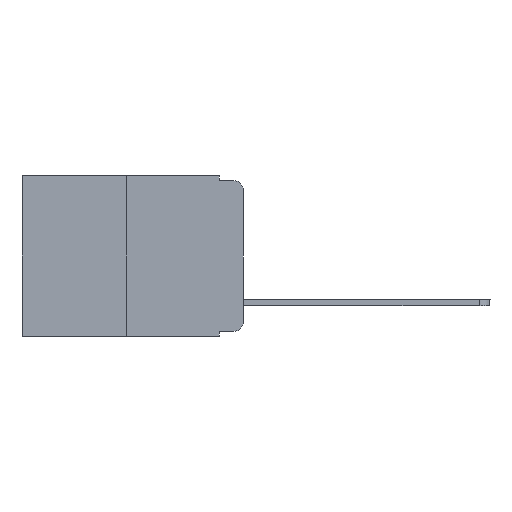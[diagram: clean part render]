
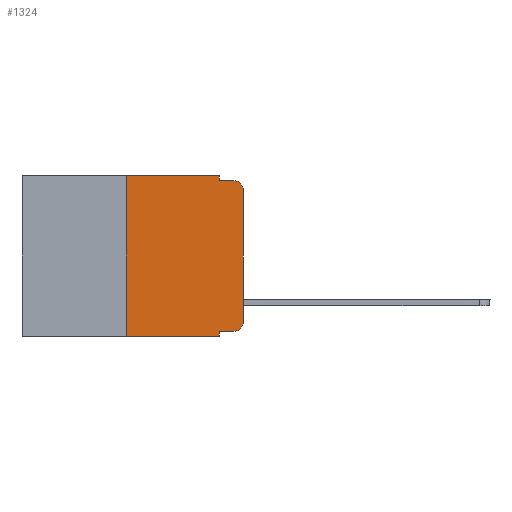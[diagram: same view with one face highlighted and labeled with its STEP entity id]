
A CAD part, left-side view. The second image highlights one B-rep face of the part: STEP entity #1324.
In plain terms, the highlighted planar face has unit normal (-1, 0, 0).
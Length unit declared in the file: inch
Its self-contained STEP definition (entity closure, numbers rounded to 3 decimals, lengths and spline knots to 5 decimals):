
#17 = LINE ( 'NONE', #4016, #6840 ) ;
#170 = CIRCLE ( 'NONE', #2622, 0.02 ) ;
#253 = DIRECTION ( 'NONE',  ( 0., 0., 1. ) ) ;
#347 = ORIENTED_EDGE ( 'NONE', *, *, #3580, .T. ) ;
#501 = ORIENTED_EDGE ( 'NONE', *, *, #8569, .F. ) ;
#527 = CARTESIAN_POINT ( 'NONE',  ( 0., 0.473, 0. ) ) ;
#593 = VECTOR ( 'NONE', #7585, 39.37008 ) ;
#704 = LINE ( 'NONE', #4298, #7771 ) ;
#747 = VECTOR ( 'NONE', #10090, 39.37008 ) ;
#800 = VERTEX_POINT ( 'NONE', #8320 ) ;
#807 = DIRECTION ( 'NONE',  ( 0., 0., -1. ) ) ;
#899 = ORIENTED_EDGE ( 'NONE', *, *, #4596, .T. ) ;
#934 = DIRECTION ( 'NONE',  ( 0., 0., -1. ) ) ;
#1071 = CARTESIAN_POINT ( 'NONE',  ( 0., 0.051, -0.01 ) ) ;
#1082 = ORIENTED_EDGE ( 'NONE', *, *, #7379, .F. ) ;
#1116 = LINE ( 'NONE', #7230, #8055 ) ;
#1306 = ORIENTED_EDGE ( 'NONE', *, *, #1821, .F. ) ;
#1324 = ADVANCED_FACE ( 'NONE', ( #9975 ), #7253, .F. ) ;
#1431 = CARTESIAN_POINT ( 'NONE',  ( 0., 0.051, -0.343 ) ) ;
#1495 = EDGE_CURVE ( 'NONE', #1675, #3285, #1116, .T. ) ;
#1600 = DIRECTION ( 'NONE',  ( -1., 0., 0. ) ) ;
#1618 = EDGE_CURVE ( 'NONE', #3344, #2781, #4682, .T. ) ;
#1675 = VERTEX_POINT ( 'NONE', #5195 ) ;
#1821 = EDGE_CURVE ( 'NONE', #8361, #800, #17, .T. ) ;
#1964 = VERTEX_POINT ( 'NONE', #7294 ) ;
#2324 = CARTESIAN_POINT ( 'NONE',  ( 0., 0.02, -0.313 ) ) ;
#2449 = DIRECTION ( 'NONE',  ( 0., -1., 0. ) ) ;
#2622 = AXIS2_PLACEMENT_3D ( 'NONE', #4725, #6336, #807 ) ;
#2649 = LINE ( 'NONE', #7627, #593 ) ;
#2737 = ORIENTED_EDGE ( 'NONE', *, *, #7267, .T. ) ;
#2781 = VERTEX_POINT ( 'NONE', #9381 ) ;
#3285 = VERTEX_POINT ( 'NONE', #7453 ) ;
#3344 = VERTEX_POINT ( 'NONE', #6680 ) ;
#3478 = AXIS2_PLACEMENT_3D ( 'NONE', #4660, #8051, #4070 ) ;
#3545 = ORIENTED_EDGE ( 'NONE', *, *, #1618, .T. ) ;
#3580 = EDGE_CURVE ( 'NONE', #5088, #3344, #4655, .T. ) ;
#3932 = DIRECTION ( 'NONE',  ( 0., 0., -1. ) ) ;
#4016 = CARTESIAN_POINT ( 'NONE',  ( 0., 0.051, -0.01 ) ) ;
#4060 = CARTESIAN_POINT ( 'NONE',  ( 0., 0.473, -0.343 ) ) ;
#4070 = DIRECTION ( 'NONE',  ( 0., 0., -1. ) ) ;
#4216 = LINE ( 'NONE', #527, #9726 ) ;
#4298 = CARTESIAN_POINT ( 'NONE',  ( 0., 0.051, -0.333 ) ) ;
#4596 = EDGE_CURVE ( 'NONE', #9120, #5088, #704, .T. ) ;
#4629 = LINE ( 'NONE', #4060, #8638 ) ;
#4655 = CIRCLE ( 'NONE', #4675, 0.02 ) ;
#4660 = CARTESIAN_POINT ( 'NONE',  ( 0., 0.473, 0. ) ) ;
#4675 = AXIS2_PLACEMENT_3D ( 'NONE', #2324, #1600, #3932 ) ;
#4682 = LINE ( 'NONE', #8428, #747 ) ;
#4725 = CARTESIAN_POINT ( 'NONE',  ( 0., 0.02, -0.03 ) ) ;
#4816 = DIRECTION ( 'NONE',  ( 0., -1., 0. ) ) ;
#5088 = VERTEX_POINT ( 'NONE', #9885 ) ;
#5122 = DIRECTION ( 'NONE',  ( 0., -1., 0. ) ) ;
#5195 = CARTESIAN_POINT ( 'NONE',  ( 0., 0.25, -0.343 ) ) ;
#5758 = ORIENTED_EDGE ( 'NONE', *, *, #10245, .T. ) ;
#5894 = ORIENTED_EDGE ( 'NONE', *, *, #7897, .F. ) ;
#6336 = DIRECTION ( 'NONE',  ( -1., 0., 0. ) ) ;
#6608 = VERTEX_POINT ( 'NONE', #1431 ) ;
#6680 = CARTESIAN_POINT ( 'NONE',  ( 0., 0., -0.313 ) ) ;
#6840 = VECTOR ( 'NONE', #4816, 39.37008 ) ;
#6962 = VECTOR ( 'NONE', #934, 39.37008 ) ;
#7230 = CARTESIAN_POINT ( 'NONE',  ( 0., 0.25, 0. ) ) ;
#7253 = PLANE ( 'NONE',  #3478 ) ;
#7267 = EDGE_CURVE ( 'NONE', #2781, #800, #170, .T. ) ;
#7294 = CARTESIAN_POINT ( 'NONE',  ( 0., 0.051, 0. ) ) ;
#7379 = EDGE_CURVE ( 'NONE', #1964, #8361, #8225, .T. ) ;
#7453 = CARTESIAN_POINT ( 'NONE',  ( 0., 0.25, 0. ) ) ;
#7585 = DIRECTION ( 'NONE',  ( 0., 0., -1. ) ) ;
#7627 = CARTESIAN_POINT ( 'NONE',  ( 0., 0.051, 0. ) ) ;
#7691 = DIRECTION ( 'NONE',  ( 0., -1., 0. ) ) ;
#7771 = VECTOR ( 'NONE', #5122, 39.37008 ) ;
#7897 = EDGE_CURVE ( 'NONE', #3285, #1964, #4216, .T. ) ;
#8051 = DIRECTION ( 'NONE',  ( 1., 0., 0. ) ) ;
#8055 = VECTOR ( 'NONE', #253, 39.37008 ) ;
#8225 = LINE ( 'NONE', #8784, #6962 ) ;
#8320 = CARTESIAN_POINT ( 'NONE',  ( 0., 0.02, -0.01 ) ) ;
#8361 = VERTEX_POINT ( 'NONE', #1071 ) ;
#8428 = CARTESIAN_POINT ( 'NONE',  ( 0., 0., 0. ) ) ;
#8569 = EDGE_CURVE ( 'NONE', #9120, #6608, #2649, .T. ) ;
#8638 = VECTOR ( 'NONE', #2449, 39.37008 ) ;
#8784 = CARTESIAN_POINT ( 'NONE',  ( 0., 0.051, 0. ) ) ;
#8867 = ORIENTED_EDGE ( 'NONE', *, *, #1495, .F. ) ;
#9120 = VERTEX_POINT ( 'NONE', #10019 ) ;
#9381 = CARTESIAN_POINT ( 'NONE',  ( 0., 0., -0.03 ) ) ;
#9726 = VECTOR ( 'NONE', #7691, 39.37008 ) ;
#9885 = CARTESIAN_POINT ( 'NONE',  ( 0., 0.02, -0.333 ) ) ;
#9896 = EDGE_LOOP ( 'NONE', ( #3545, #2737, #1306, #1082, #5894, #8867, #5758, #501, #899, #347 ) ) ;
#9975 = FACE_OUTER_BOUND ( 'NONE', #9896, .T. ) ;
#10019 = CARTESIAN_POINT ( 'NONE',  ( 0., 0.051, -0.333 ) ) ;
#10090 = DIRECTION ( 'NONE',  ( 0., 0., 1. ) ) ;
#10245 = EDGE_CURVE ( 'NONE', #1675, #6608, #4629, .T. ) ;
